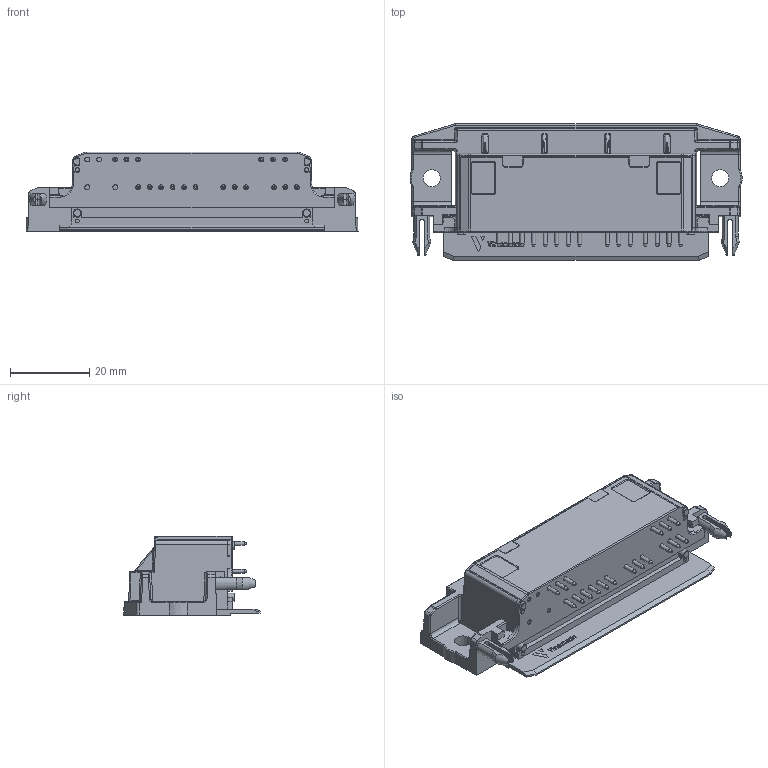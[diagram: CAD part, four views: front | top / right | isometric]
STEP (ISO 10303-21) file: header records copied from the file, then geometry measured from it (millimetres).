
FILE_DESCRIPTION(/* description */ ('Unknown'),/* implementation_level */ '2;1');
FILE_NAME(/* name */ 'Flow90-2CW-P710(180)-01-OL',/* time_stamp */ '2016-12-13T11:32:42+01:00',/* author */ ('Unknown'),/* organization */ ('Unknown'),/* preprocessor_version */ 'ST-DEVELOPER v16',/* originating_system */ 'DEX',/* authorisation */ $);
FILE_SCHEMA (('AUTOMOTIVE_DESIGN {1 0 10303 214 3 1 1}'));
Length unit declared in the file: millimetre
Products named in the file (1): Flow90-2CW-P710(180)-01-OL
Bounding box: 83.96 x 34.5 x 20.23 mm (x, y, z)
Volume: 31465.4 mm3; surface area: 10871.6 mm2
Topology: 1 solids, 1 shells, 825 faces, 2118 edges, 1346 vertices
Faces by surface type: plane 396, cylinder 220, bspline 125, cone 72, sphere 6, torus 6
Full cylindrical faces by diameter (mm): 1 x18, 1.2 x22
Entity records: 34571 total; most frequent: CARTESIAN_POINT 10300, ORIENTED_EDGE 3948, DIRECTION 3388, EDGE_CURVE 1974, VERTEX_POINT 1298, LINE 1158, VECTOR 1158, AXIS2_PLACEMENT_3D 1115
